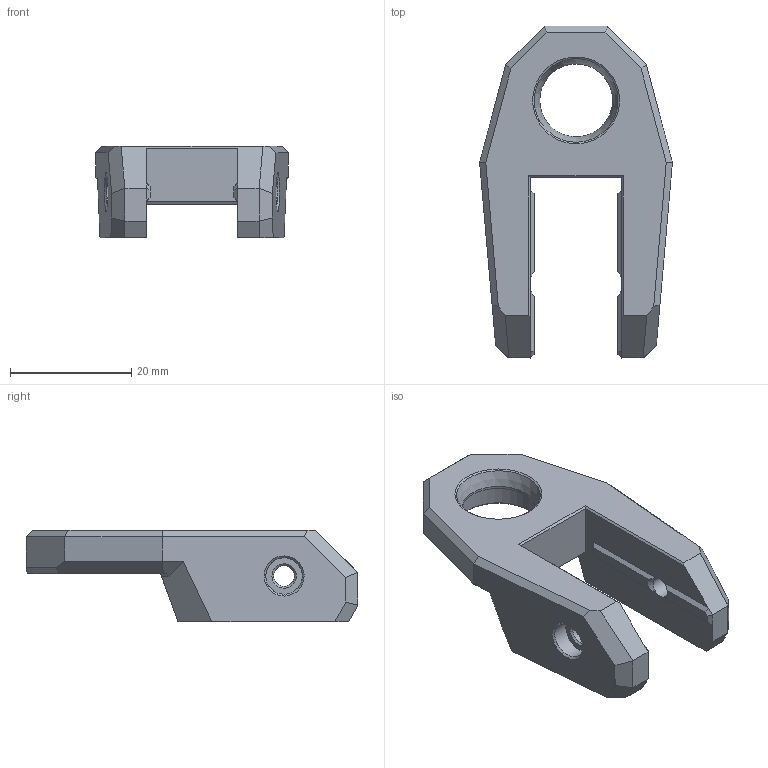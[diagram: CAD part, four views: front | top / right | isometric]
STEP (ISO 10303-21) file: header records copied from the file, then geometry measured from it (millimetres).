
FILE_DESCRIPTION(/* description */ (''),/* implementation_level */ '2;1');
FILE_NAME(/* name */ 'Z_Bed_Rear_Mount_Top_x1.step',/* time_stamp */ '2025-12-31T11:14:18-05:00',/* author */ (''),/* organization */ (''),/* preprocessor_version */ 'ST-DEVELOPER v20.1',/* originating_system */ 'Autodesk Translation Framework v14.21.0.0',/* authorisation */ '');
FILE_SCHEMA (('AUTOMOTIVE_DESIGN { 1 0 10303 214 3 1 1 }'));
Length unit declared in the file: millimetre
Products named in the file (1): Z_Rear
Bounding box: 31.76 x 54.67 x 15 mm (x, y, z)
Volume: 8801.6 mm3; surface area: 4799.1 mm2
Topology: 1 solids, 1 shells, 102 faces, 256 edges, 162 vertices
Faces by surface type: plane 75, cone 12, cylinder 9, bspline 6
Full cylindrical faces by diameter (mm): 2.8 x1, 2.9 x2, 3.4 x2, 6 x2, 12 x1, 14.2 x1
Entity records: 3564 total; most frequent: CARTESIAN_POINT 1110, ORIENTED_EDGE 512, DIRECTION 472, EDGE_CURVE 256, LINE 192, VECTOR 192, VERTEX_POINT 162, AXIS2_PLACEMENT_3D 140
